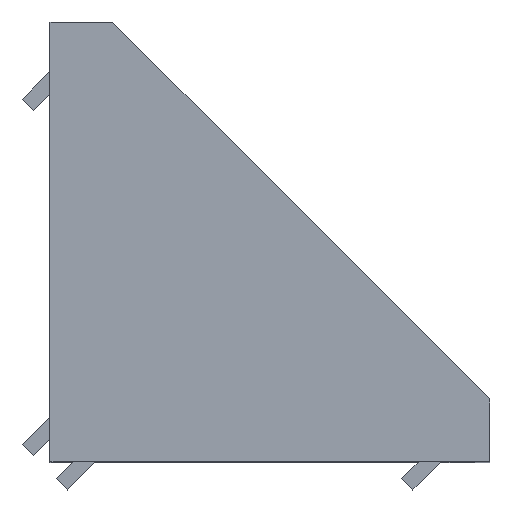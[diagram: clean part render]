
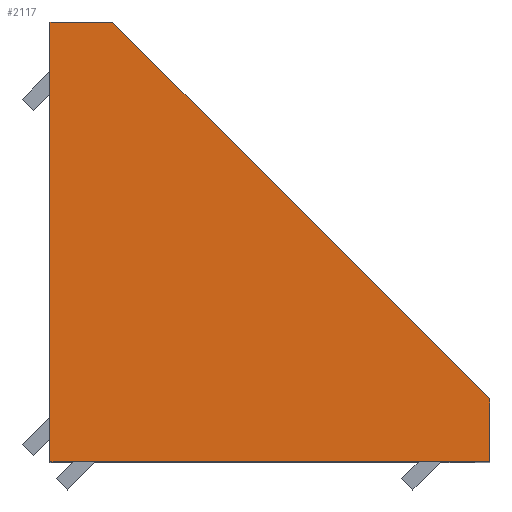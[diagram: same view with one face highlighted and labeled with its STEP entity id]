
A CAD part, top view. The second image highlights one B-rep face of the part: STEP entity #2117.
In plain terms, the highlighted planar face has unit normal (0, 0, 1).
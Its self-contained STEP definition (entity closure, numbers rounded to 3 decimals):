
#130=PLANE('',#2279);
#242=FACE_OUTER_BOUND('',#366,.T.);
#366=EDGE_LOOP('',(#1982,#1983,#1984,#1985,#1986));
#476=LINE('',#3087,#740);
#501=LINE('',#3137,#765);
#626=LINE('',#3420,#890);
#628=LINE('',#3423,#892);
#630=LINE('',#3426,#894);
#740=VECTOR('',#2513,10.);
#765=VECTOR('',#2554,10.);
#890=VECTOR('',#2817,10.);
#892=VECTOR('',#2821,10.);
#894=VECTOR('',#2825,10.);
#1002=VERTEX_POINT('',#3084);
#1003=VERTEX_POINT('',#3086);
#1020=VERTEX_POINT('',#3136);
#1108=VERTEX_POINT('',#3417);
#1109=VERTEX_POINT('',#3419);
#1234=EDGE_CURVE('',#1002,#1003,#476,.T.);
#1259=EDGE_CURVE('',#1003,#1020,#501,.T.);
#1398=EDGE_CURVE('',#1108,#1109,#626,.T.);
#1400=EDGE_CURVE('',#1020,#1108,#628,.T.);
#1402=EDGE_CURVE('',#1109,#1002,#630,.T.);
#1982=ORIENTED_EDGE('',*,*,#1400,.F.);
#1983=ORIENTED_EDGE('',*,*,#1259,.F.);
#1984=ORIENTED_EDGE('',*,*,#1234,.F.);
#1985=ORIENTED_EDGE('',*,*,#1402,.F.);
#1986=ORIENTED_EDGE('',*,*,#1398,.F.);
#2117=ADVANCED_FACE('',(#242),#130,.T.);
#2279=AXIS2_PLACEMENT_3D('',#3428,#2827,#2828);
#2513=DIRECTION('',(-1.,0.,0.));
#2554=DIRECTION('',(0.,1.,0.));
#2817=DIRECTION('',(0.707,-0.707,0.));
#2821=DIRECTION('',(1.,0.,0.));
#2825=DIRECTION('',(0.,-1.,0.));
#2827=DIRECTION('center_axis',(0.,0.,1.));
#2828=DIRECTION('ref_axis',(1.,0.,0.));
#3084=CARTESIAN_POINT('',(28.,0.,28.));
#3086=CARTESIAN_POINT('',(0.,0.,28.));
#3087=CARTESIAN_POINT('',(28.,0.,28.));
#3136=CARTESIAN_POINT('',(0.,28.,28.));
#3137=CARTESIAN_POINT('',(0.,0.,28.));
#3417=CARTESIAN_POINT('',(4.,28.,28.));
#3419=CARTESIAN_POINT('',(28.,4.,28.));
#3420=CARTESIAN_POINT('',(4.,28.,28.));
#3423=CARTESIAN_POINT('',(0.,28.,28.));
#3426=CARTESIAN_POINT('',(28.,4.,28.));
#3428=CARTESIAN_POINT('Origin',(10.772,10.772,28.));
